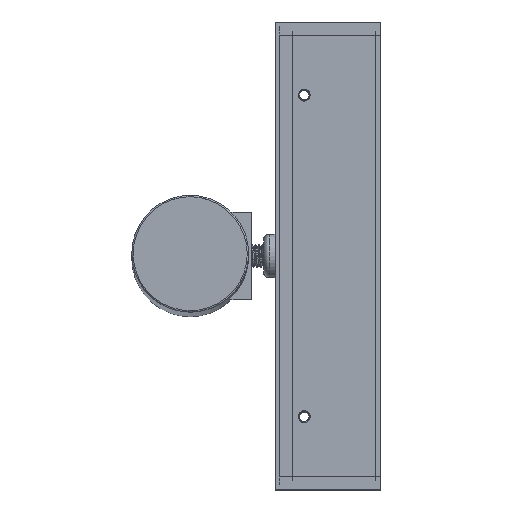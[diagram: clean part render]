
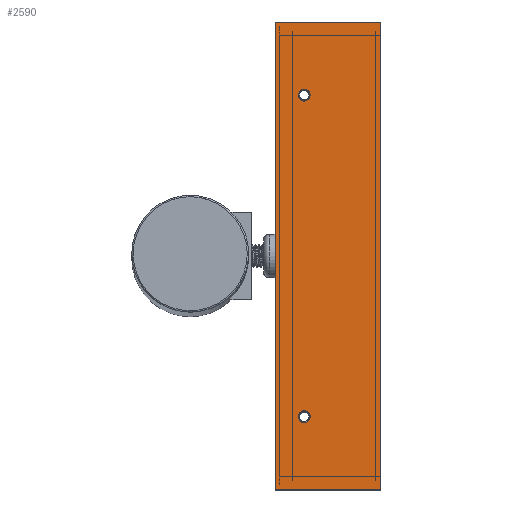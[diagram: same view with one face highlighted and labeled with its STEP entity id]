
A CAD part, top view. The second image highlights one B-rep face of the part: STEP entity #2590.
In plain terms, the highlighted planar face has unit normal (0, 0, 1).
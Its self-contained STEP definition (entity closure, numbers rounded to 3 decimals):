
#28=FACE_BOUND('',#840,.T.);
#29=FACE_BOUND('',#841,.T.);
#275=LINE('',#5263,#427);
#276=LINE('',#5266,#428);
#277=LINE('',#5268,#429);
#278=LINE('',#5269,#430);
#427=VECTOR('',#3302,10.);
#428=VECTOR('',#3305,10.);
#429=VECTOR('',#3306,10.);
#430=VECTOR('',#3307,10.);
#665=FACE_OUTER_BOUND('',#839,.T.);
#839=EDGE_LOOP('',(#2017,#2018,#2019,#2020));
#840=EDGE_LOOP('',(#2021));
#841=EDGE_LOOP('',(#2022));
#990=CIRCLE('',#2769,2.);
#994=CIRCLE('',#2775,2.);
#1148=VERTEX_POINT('',#5107);
#1152=VERTEX_POINT('',#5119);
#1197=VERTEX_POINT('',#5257);
#1199=VERTEX_POINT('',#5261);
#1200=VERTEX_POINT('',#5265);
#1201=VERTEX_POINT('',#5267);
#1422=EDGE_CURVE('',#1148,#1148,#990,.T.);
#1428=EDGE_CURVE('',#1152,#1152,#994,.T.);
#1497=EDGE_CURVE('',#1197,#1199,#275,.T.);
#1498=EDGE_CURVE('',#1197,#1200,#276,.T.);
#1499=EDGE_CURVE('',#1201,#1199,#277,.T.);
#1500=EDGE_CURVE('',#1200,#1201,#278,.T.);
#2017=ORIENTED_EDGE('',*,*,#1498,.F.);
#2018=ORIENTED_EDGE('',*,*,#1497,.T.);
#2019=ORIENTED_EDGE('',*,*,#1499,.F.);
#2020=ORIENTED_EDGE('',*,*,#1500,.F.);
#2021=ORIENTED_EDGE('',*,*,#1422,.T.);
#2022=ORIENTED_EDGE('',*,*,#1428,.T.);
#2491=PLANE('',#2830);
#2590=ADVANCED_FACE('',(#665,#28,#29),#2491,.T.);
#2769=AXIS2_PLACEMENT_3D('',#5108,#3137,#3138);
#2775=AXIS2_PLACEMENT_3D('',#5120,#3151,#3152);
#2830=AXIS2_PLACEMENT_3D('',#5264,#3303,#3304);
#3137=DIRECTION('center_axis',(0.,0.,-1.));
#3138=DIRECTION('ref_axis',(1.,0.,0.));
#3151=DIRECTION('center_axis',(0.,0.,-1.));
#3152=DIRECTION('ref_axis',(1.,0.,0.));
#3302=DIRECTION('',(1.,0.,0.));
#3303=DIRECTION('center_axis',(0.,0.,1.));
#3304=DIRECTION('ref_axis',(0.,-1.,0.));
#3305=DIRECTION('',(0.,1.,0.));
#3306=DIRECTION('',(0.,-1.,0.));
#3307=DIRECTION('',(1.,0.,0.));
#5107=CARTESIAN_POINT('',(17.,-55.,25.));
#5108=CARTESIAN_POINT('Origin',(19.,-55.,25.));
#5119=CARTESIAN_POINT('',(17.,55.,25.));
#5120=CARTESIAN_POINT('Origin',(19.,55.,25.));
#5257=CARTESIAN_POINT('',(9.,-80.,25.));
#5261=CARTESIAN_POINT('',(45.,-80.,25.));
#5263=CARTESIAN_POINT('',(9.,-80.,25.));
#5264=CARTESIAN_POINT('Origin',(9.,80.,25.));
#5265=CARTESIAN_POINT('',(9.,80.,25.));
#5266=CARTESIAN_POINT('',(9.,-80.,25.));
#5267=CARTESIAN_POINT('',(45.,80.,25.));
#5268=CARTESIAN_POINT('',(45.,-80.,25.));
#5269=CARTESIAN_POINT('',(9.,80.,25.));
